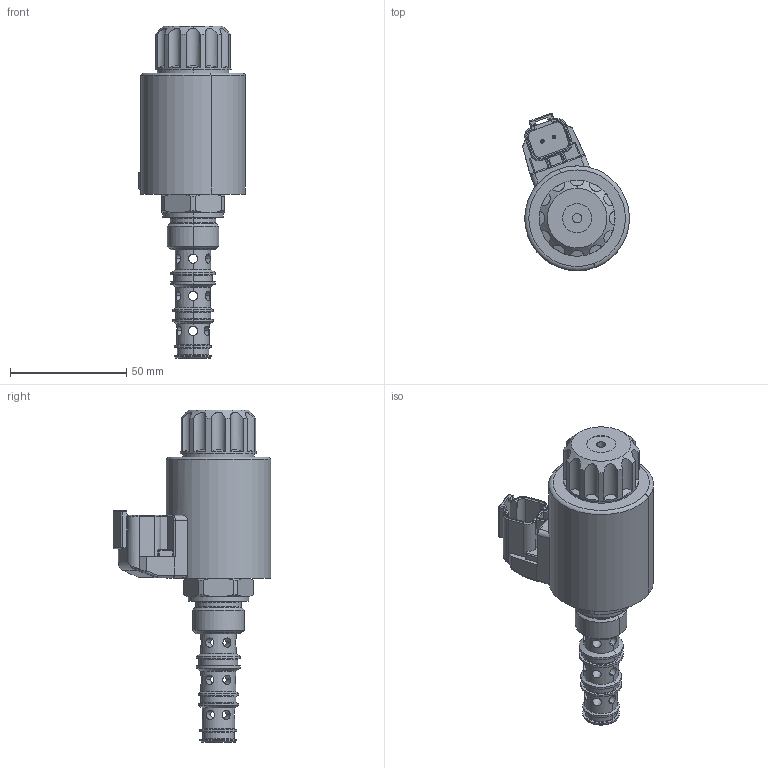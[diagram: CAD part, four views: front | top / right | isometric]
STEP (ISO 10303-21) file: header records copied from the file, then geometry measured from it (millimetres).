
FILE_DESCRIPTION((''),'2;1');
FILE_NAME('SD2P_B4_H3_302239_ASM','2017-11-20T',('l.hazova'),(''),'PRO/ENGINEER BY PARAMETRIC TECHNOLOGY CORPORATION, 2015110','PRO/ENGINEER BY PARAMETRIC TECHNOLOGY CORPORATION, 2015110','');
FILE_SCHEMA(('AUTOMOTIVE_DESIGN { 1 0 10303 214 1 1 1 1 }'));
Length unit declared in the file: millimetre
Products named in the file (3): SD2P_B4_HX_AF0; C22B_E12; SD2P_B4_H3_302239_ASM
Assembly tree (2 placements, depth 2):
  SD2P_B4_H3_302239_ASM
    SD2P_B4_HX_AF0
    C22B_E12
Bounding box: 45.95 x 67.66 x 142.65 mm (x, y, z)
Volume: 121579.1 mm3; surface area: 31914.3 mm2
Topology: 2 solids, 3 shells, 350 faces, 894 edges, 584 vertices
Faces by surface type: cylinder 167, plane 91, cone 48, torus 28, bspline 10, sphere 6
Entity records: 20299 total; most frequent: CARTESIAN_POINT 6245, DIRECTION 1764, ORIENTED_EDGE 1716, PRESENTATION_STYLE_ASSIGNMENT 1143, STYLED_ITEM 913, CURVE_STYLE 910, EDGE_CURVE 860, AXIS2_PLACEMENT_3D 673
